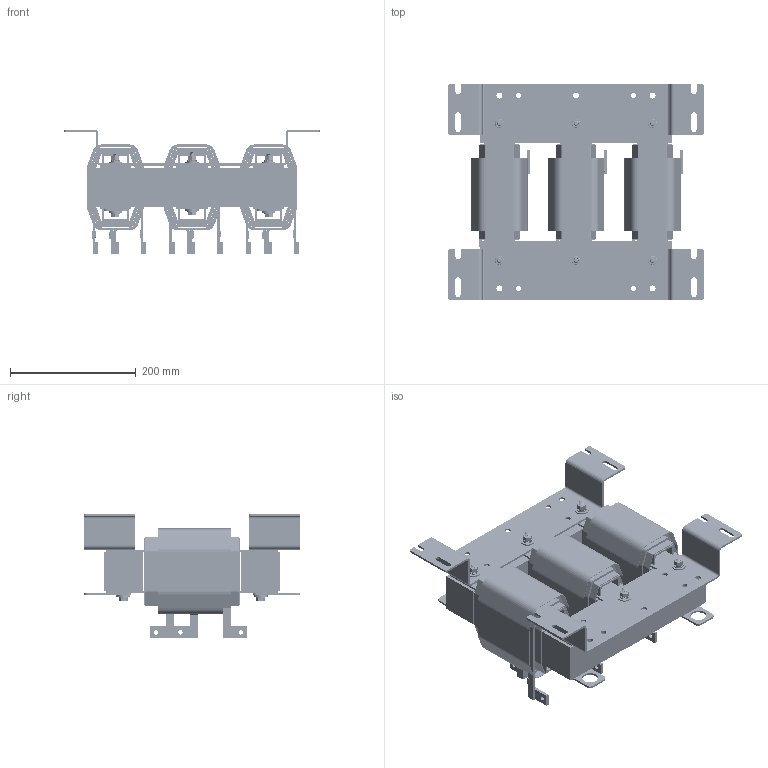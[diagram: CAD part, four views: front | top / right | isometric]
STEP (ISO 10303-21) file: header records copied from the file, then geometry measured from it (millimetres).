
FILE_DESCRIPTION(/* description */ (''),/* implementation_level */ '2;1');
FILE_NAME(/* name */ 'KDRL8TTX1.stp',/* time_stamp */ '2026-02-06T06:13:43-06:00',/* author */ ('DWROBLEW'),/* organization */ (''),/* preprocessor_version */ 'ST-DEVELOPER v20',/* originating_system */ 'Autodesk Inventor 2024',/* authorisation */ '');
FILE_SCHEMA (('AUTOMOTIVE_DESIGN { 1 0 10303 214 3 1 1 }'));
Products named in the file (29): KDRL8TTX1; 30097- LARGE  BLANK  (REACTOR); 3004-RE; 3005-RE; 3005-RE_1; 30042-RE; 30039-RE; 3005-RE_2; 30038-RE; 30040-RE; 30041-RE; 31621; 21513-2.50; 31798; 31798 CORE LEG ASSEMBLY; 21085-REV-F; 21514; 30477-B CORE WRAP; 21621-REV-A; 31798-Coil Winding; 31798-outer wrap; 32766; 31063-3.25; 11619-31829-1714; 11619-Better; 1714-31829; 31829; 1714-better; 32539
Assembly tree (56 placements, depth 4):
  KDRL8TTX1
    30097- LARGE  BLANK  (REACTOR)
    3004-RE
    3005-RE
    3005-RE_1
    30042-RE
    30039-RE
    3005-RE_2
    30038-RE
    30040-RE
    30041-RE
    31621  x3
    21513-2.50  x2
    31798  x3
      31798 CORE LEG ASSEMBLY
        21085-REV-F  x2
        21514  x2
      30477-B CORE WRAP
      21621-REV-A
      31798-Coil Winding
      31798-outer wrap
      32766
    31063-3.25  x2
    11619-31829-1714  x6
      31829
      11619-Better
      1714-better
    1714-31829  x6
      31829
      1714-better
    32539  x6
Bounding box: 406.4 x 345.47 x 198.68 mm (x, y, z)
Volume: 6535478.4 mm3; surface area: 2346139 mm2
Topology: 155 solids, 155 shells, 6073 faces, 16598 edges, 10942 vertices
Faces by surface type: plane 2778, cylinder 2457, bspline 562, cone 276
Full cylindrical faces by diameter (mm): 5.988 x396, 6.41 x24, 7.112 x9, 7.938 x420, 8.128 x12, 8.636 x20, 8.712 x3, 9.144 x12, 9.525 x12, 10.312 x6, 11.144 x6, 15.748 x12, 22.225 x12, 25.4 x3
Entity records: 92059 total; most frequent: CARTESIAN_POINT 31919, ORIENTED_EDGE 13264, DIRECTION 10613, EDGE_CURVE 6632, VERTEX_POINT 4392, LINE 4281, VECTOR 4281, AXIS2_PLACEMENT_3D 3166
